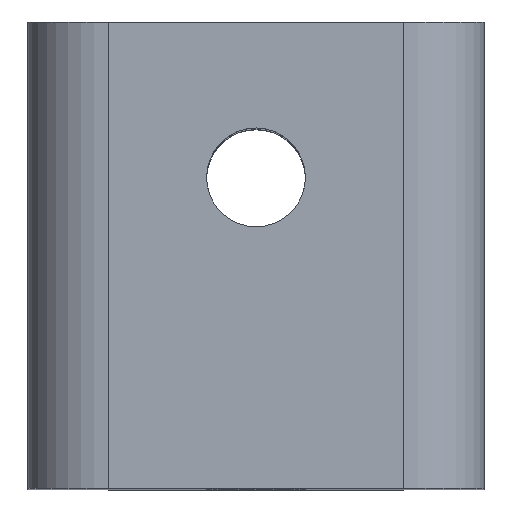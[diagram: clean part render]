
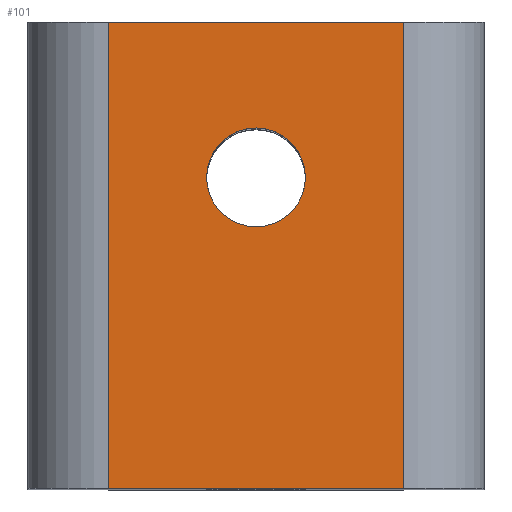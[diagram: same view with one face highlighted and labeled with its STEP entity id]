
A CAD part, top view. The second image highlights one B-rep face of the part: STEP entity #101.
In plain terms, the highlighted planar face has unit normal (0, 0, 1).
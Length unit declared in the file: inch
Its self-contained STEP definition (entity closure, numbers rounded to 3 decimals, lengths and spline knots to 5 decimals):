
#16 = CARTESIAN_POINT ( 'NONE',  ( 0.2625, 0., -0.1325 ) ) ;
#31 = CARTESIAN_POINT ( 'NONE',  ( 0.5795, 0.5, -0.1325 ) ) ;
#40 = CARTESIAN_POINT ( 'NONE',  ( 0.2625, 0.75, -0.1325 ) ) ;
#56 = DIRECTION ( 'NONE',  ( -1., 0., 0. ) ) ;
#99 = DIRECTION ( 'NONE',  ( 1., 0., 0. ) ) ;
#101 = ADVANCED_FACE ( 'NONE', ( #1087, #793 ), #546, .F. ) ;
#171 = AXIS2_PLACEMENT_3D ( 'NONE', #598, #1540, #56 ) ;
#282 = EDGE_CURVE ( 'NONE', #1223, #1605, #593, .T. ) ;
#316 = ORIENTED_EDGE ( 'NONE', *, *, #899, .T. ) ;
#344 = CARTESIAN_POINT ( 'NONE',  ( 0.1325, 0.75, -0.1325 ) ) ;
#346 = EDGE_LOOP ( 'NONE', ( #316, #701 ) ) ;
#372 = LINE ( 'NONE', #344, #1499 ) ;
#412 = CARTESIAN_POINT ( 'NONE',  ( 0.4205, 0.5, -0.1325 ) ) ;
#454 = ORIENTED_EDGE ( 'NONE', *, *, #282, .T. ) ;
#546 = PLANE ( 'NONE',  #581 ) ;
#572 = ORIENTED_EDGE ( 'NONE', *, *, #966, .F. ) ;
#581 = AXIS2_PLACEMENT_3D ( 'NONE', #1350, #1611, #1369 ) ;
#588 = DIRECTION ( 'NONE',  ( 0., -1., 0. ) ) ;
#593 = LINE ( 'NONE', #852, #607 ) ;
#598 = CARTESIAN_POINT ( 'NONE',  ( 0.5, 0.5, -0.1325 ) ) ;
#607 = VECTOR ( 'NONE', #588, 39.37008 ) ;
#638 = CIRCLE ( 'NONE', #790, 0.0795 ) ;
#669 = CIRCLE ( 'NONE', #171, 0.0795 ) ;
#682 = ORIENTED_EDGE ( 'NONE', *, *, #1284, .T. ) ;
#701 = ORIENTED_EDGE ( 'NONE', *, *, #863, .T. ) ;
#702 = CARTESIAN_POINT ( 'NONE',  ( 0.1325, 0., -0.1325 ) ) ;
#744 = EDGE_LOOP ( 'NONE', ( #833, #682, #572, #454 ) ) ;
#751 = EDGE_CURVE ( 'NONE', #1605, #1008, #1250, .T. ) ;
#788 = VECTOR ( 'NONE', #812, 39.37008 ) ;
#790 = AXIS2_PLACEMENT_3D ( 'NONE', #886, #1564, #1690 ) ;
#793 = FACE_OUTER_BOUND ( 'NONE', #744, .T. ) ;
#812 = DIRECTION ( 'NONE',  ( 1., 0., 0. ) ) ;
#833 = ORIENTED_EDGE ( 'NONE', *, *, #751, .T. ) ;
#852 = CARTESIAN_POINT ( 'NONE',  ( 0.2625, 0.75, -0.1325 ) ) ;
#863 = EDGE_CURVE ( 'NONE', #1211, #1555, #669, .T. ) ;
#886 = CARTESIAN_POINT ( 'NONE',  ( 0.5, 0.5, -0.1325 ) ) ;
#899 = EDGE_CURVE ( 'NONE', #1555, #1211, #638, .T. ) ;
#925 = LINE ( 'NONE', #1422, #1383 ) ;
#956 = CARTESIAN_POINT ( 'NONE',  ( 0.7375, 0., -0.1325 ) ) ;
#966 = EDGE_CURVE ( 'NONE', #1223, #1273, #372, .T. ) ;
#1008 = VERTEX_POINT ( 'NONE', #956 ) ;
#1087 = FACE_BOUND ( 'NONE', #346, .T. ) ;
#1211 = VERTEX_POINT ( 'NONE', #31 ) ;
#1223 = VERTEX_POINT ( 'NONE', #40 ) ;
#1250 = LINE ( 'NONE', #702, #788 ) ;
#1273 = VERTEX_POINT ( 'NONE', #1567 ) ;
#1284 = EDGE_CURVE ( 'NONE', #1008, #1273, #925, .T. ) ;
#1289 = DIRECTION ( 'NONE',  ( 0., 1., 0. ) ) ;
#1350 = CARTESIAN_POINT ( 'NONE',  ( 0.1325, 0.75, -0.1325 ) ) ;
#1369 = DIRECTION ( 'NONE',  ( -1., 0., 0. ) ) ;
#1383 = VECTOR ( 'NONE', #1289, 39.37008 ) ;
#1422 = CARTESIAN_POINT ( 'NONE',  ( 0.7375, 0.75, -0.1325 ) ) ;
#1499 = VECTOR ( 'NONE', #99, 39.37008 ) ;
#1540 = DIRECTION ( 'NONE',  ( 0., 0., -1. ) ) ;
#1555 = VERTEX_POINT ( 'NONE', #412 ) ;
#1564 = DIRECTION ( 'NONE',  ( 0., 0., -1. ) ) ;
#1567 = CARTESIAN_POINT ( 'NONE',  ( 0.7375, 0.75, -0.1325 ) ) ;
#1605 = VERTEX_POINT ( 'NONE', #16 ) ;
#1611 = DIRECTION ( 'NONE',  ( 0., 0., -1. ) ) ;
#1690 = DIRECTION ( 'NONE',  ( -1., 0., 0. ) ) ;
